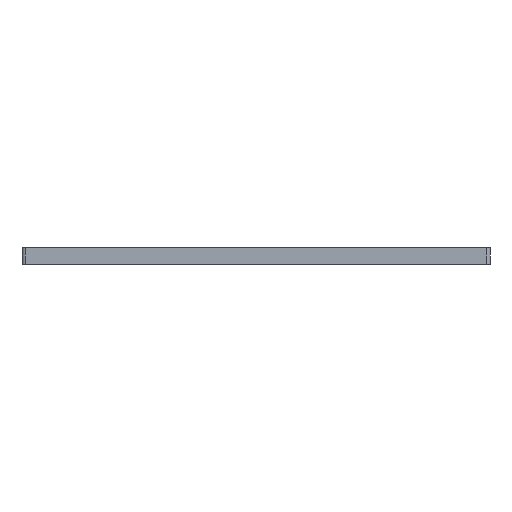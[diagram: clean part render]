
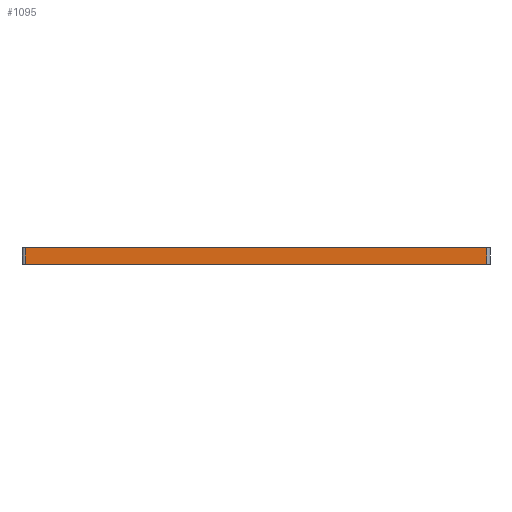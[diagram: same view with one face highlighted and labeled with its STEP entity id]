
A CAD part, front view. The second image highlights one B-rep face of the part: STEP entity #1095.
In plain terms, the highlighted planar face has unit normal (0, -1, 0).
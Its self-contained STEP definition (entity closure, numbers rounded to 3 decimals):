
#50=PLANE('',#1203);
#82=FACE_OUTER_BOUND('',#140,.T.);
#140=EDGE_LOOP('',(#788,#789,#790,#791));
#228=LINE('',#1758,#307);
#229=LINE('',#1762,#308);
#230=LINE('',#1764,#309);
#231=LINE('',#1765,#310);
#307=VECTOR('',#1412,1.);
#308=VECTOR('',#1417,1.);
#309=VECTOR('',#1418,1.);
#310=VECTOR('',#1419,1.);
#480=VERTEX_POINT('',#1755);
#481=VERTEX_POINT('',#1757);
#482=VERTEX_POINT('',#1761);
#483=VERTEX_POINT('',#1763);
#603=EDGE_CURVE('',#480,#481,#228,.T.);
#605=EDGE_CURVE('',#480,#482,#229,.T.);
#606=EDGE_CURVE('',#482,#483,#230,.T.);
#607=EDGE_CURVE('',#481,#483,#231,.T.);
#788=ORIENTED_EDGE('',*,*,#603,.F.);
#789=ORIENTED_EDGE('',*,*,#605,.T.);
#790=ORIENTED_EDGE('',*,*,#606,.T.);
#791=ORIENTED_EDGE('',*,*,#607,.F.);
#1095=ADVANCED_FACE('',(#82),#50,.F.);
#1203=AXIS2_PLACEMENT_3D('',#1760,#1415,#1416);
#1412=DIRECTION('',(0.,0.,-1.));
#1415=DIRECTION('center_axis',(0.,1.,0.));
#1416=DIRECTION('ref_axis',(-1.,0.,0.));
#1417=DIRECTION('',(-1.,0.,0.));
#1418=DIRECTION('',(0.,0.,-1.));
#1419=DIRECTION('',(-1.,0.,0.));
#1755=CARTESIAN_POINT('',(70.28,0.,0.));
#1757=CARTESIAN_POINT('',(70.28,0.,-2.5));
#1758=CARTESIAN_POINT('',(70.28,0.,0.));
#1760=CARTESIAN_POINT('Origin',(70.28,0.,0.));
#1761=CARTESIAN_POINT('',(0.5,0.,0.));
#1762=CARTESIAN_POINT('',(70.28,0.,0.));
#1763=CARTESIAN_POINT('',(0.5,0.,-2.5));
#1764=CARTESIAN_POINT('',(0.5,0.,0.));
#1765=CARTESIAN_POINT('',(70.28,0.,-2.5));
